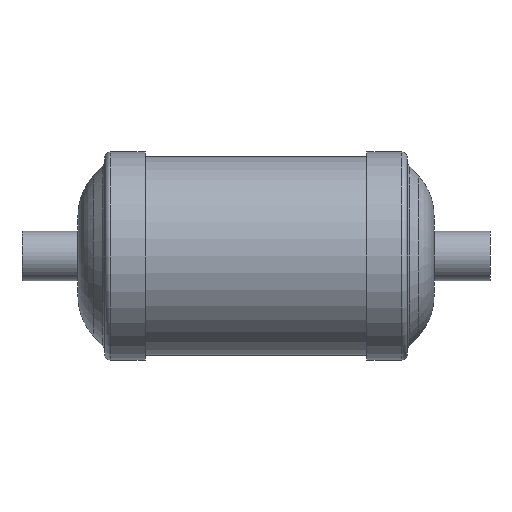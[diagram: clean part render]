
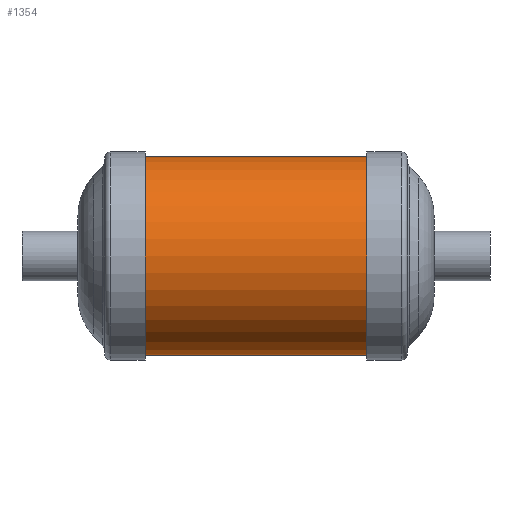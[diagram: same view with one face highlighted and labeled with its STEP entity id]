
A CAD part, left-side view. The second image highlights one B-rep face of the part: STEP entity #1354.
In plain terms, the highlighted cylindrical face has radius 44.45 mm (diameter 88.9 mm), a partial arc.
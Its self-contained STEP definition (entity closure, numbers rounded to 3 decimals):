
#38 = DIRECTION ( 'NONE',  ( 0., 0., 1. ) ) ;
#46 = VERTEX_POINT ( 'NONE', #1673 ) ;
#113 = VECTOR ( 'NONE', #1846, 1000. ) ;
#210 = CARTESIAN_POINT ( 'NONE',  ( 0., 49.5, -44.45 ) ) ;
#322 = DIRECTION ( 'NONE',  ( 0., -1., 0. ) ) ;
#495 = CARTESIAN_POINT ( 'NONE',  ( 0., 49.5, 44.45 ) ) ;
#519 = VECTOR ( 'NONE', #2007, 1000. ) ;
#610 = VERTEX_POINT ( 'NONE', #764 ) ;
#647 = AXIS2_PLACEMENT_3D ( 'NONE', #1766, #322, #1119 ) ;
#756 = CARTESIAN_POINT ( 'NONE',  ( 0., 65.5, 44.45 ) ) ;
#764 = CARTESIAN_POINT ( 'NONE',  ( 0., -49.5, 44.45 ) ) ;
#841 = DIRECTION ( 'NONE',  ( 0., -1., 0. ) ) ;
#920 = AXIS2_PLACEMENT_3D ( 'NONE', #1294, #841, #1485 ) ;
#967 = FACE_OUTER_BOUND ( 'NONE', #1690, .T. ) ;
#1091 = EDGE_CURVE ( 'NONE', #1433, #46, #1201, .T. ) ;
#1119 = DIRECTION ( 'NONE',  ( 0., 0., -1. ) ) ;
#1139 = CYLINDRICAL_SURFACE ( 'NONE', #647, 44.45 ) ;
#1160 = ORIENTED_EDGE ( 'NONE', *, *, #1091, .T. ) ;
#1201 = LINE ( 'NONE', #1674, #113 ) ;
#1236 = ORIENTED_EDGE ( 'NONE', *, *, #1826, .T. ) ;
#1282 = CIRCLE ( 'NONE', #1739, 44.45 ) ;
#1294 = CARTESIAN_POINT ( 'NONE',  ( 0., 49.5, 0. ) ) ;
#1295 = DIRECTION ( 'NONE',  ( 0., 1., 0. ) ) ;
#1339 = CIRCLE ( 'NONE', #920, 44.45 ) ;
#1354 = ADVANCED_FACE ( 'NONE', ( #967 ), #1139, .T. ) ;
#1395 = EDGE_CURVE ( 'NONE', #1729, #1433, #1339, .T. ) ;
#1429 = ORIENTED_EDGE ( 'NONE', *, *, #1971, .F. ) ;
#1433 = VERTEX_POINT ( 'NONE', #210 ) ;
#1482 = ORIENTED_EDGE ( 'NONE', *, *, #1395, .T. ) ;
#1485 = DIRECTION ( 'NONE',  ( 0., 0., -1. ) ) ;
#1506 = LINE ( 'NONE', #756, #519 ) ;
#1673 = CARTESIAN_POINT ( 'NONE',  ( 0., -49.5, -44.45 ) ) ;
#1674 = CARTESIAN_POINT ( 'NONE',  ( 0., 65.5, -44.45 ) ) ;
#1690 = EDGE_LOOP ( 'NONE', ( #1429, #1482, #1160, #1236 ) ) ;
#1729 = VERTEX_POINT ( 'NONE', #495 ) ;
#1739 = AXIS2_PLACEMENT_3D ( 'NONE', #1810, #1295, #38 ) ;
#1766 = CARTESIAN_POINT ( 'NONE',  ( 0., 65.5, 0. ) ) ;
#1810 = CARTESIAN_POINT ( 'NONE',  ( 0., -49.5, 0. ) ) ;
#1826 = EDGE_CURVE ( 'NONE', #46, #610, #1282, .T. ) ;
#1846 = DIRECTION ( 'NONE',  ( 0., -1., 0. ) ) ;
#1971 = EDGE_CURVE ( 'NONE', #1729, #610, #1506, .T. ) ;
#2007 = DIRECTION ( 'NONE',  ( 0., -1., 0. ) ) ;
